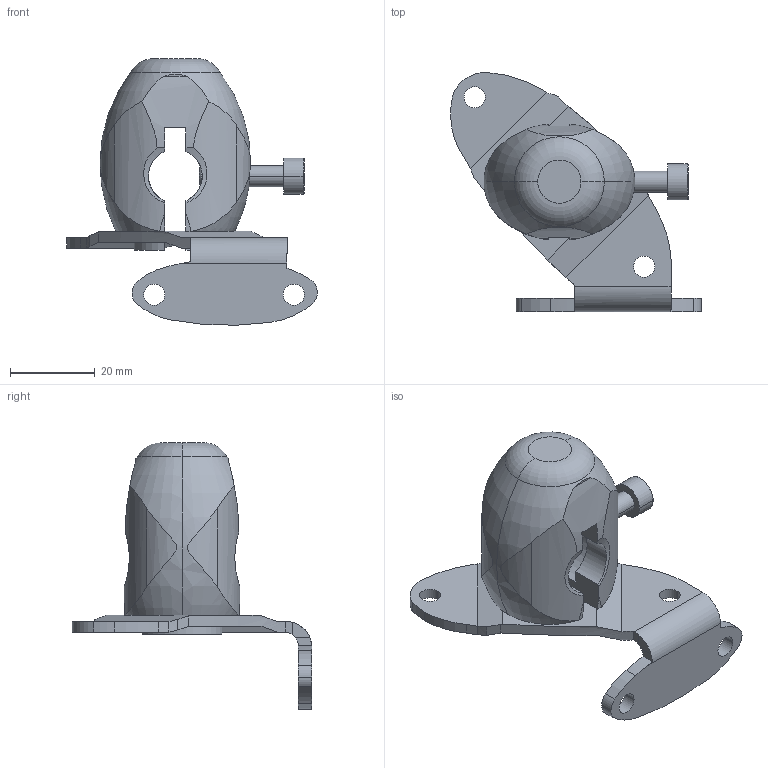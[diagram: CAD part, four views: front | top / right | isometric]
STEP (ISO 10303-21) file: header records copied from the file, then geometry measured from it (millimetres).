
FILE_DESCRIPTION(('STEP AP242'),'1');
FILE_NAME('bracket_xuzk2003.stp','2021-01-20T10:50:57',('TraceParts'),('TraceParts S.A.'),'Spatial InterOp 3D',' ',' ');
FILE_SCHEMA(('AP242_MANAGED_MODEL_BASED_3D_ENGINEERING_MIM_LF {1 0 10303 442 1 1 4}'));
Length unit declared in the file: millimetre
Products named in the file (1): bracket_xuzk2003_1
Bounding box: 59.24 x 56.5 x 62.91 mm (x, y, z)
Volume: 26825.2 mm3; surface area: 11916.2 mm2
Topology: 3 solids, 3 shells, 125 faces, 351 edges, 233 vertices
Faces by surface type: cylinder 60, plane 55, torus 8, cone 2
Entity records: 5056 total; most frequent: CARTESIAN_POINT 1712, DIRECTION 716, ORIENTED_EDGE 702, EDGE_CURVE 351, AXIS2_PLACEMENT_3D 278, VERTEX_POINT 233, LINE 160, VECTOR 160
